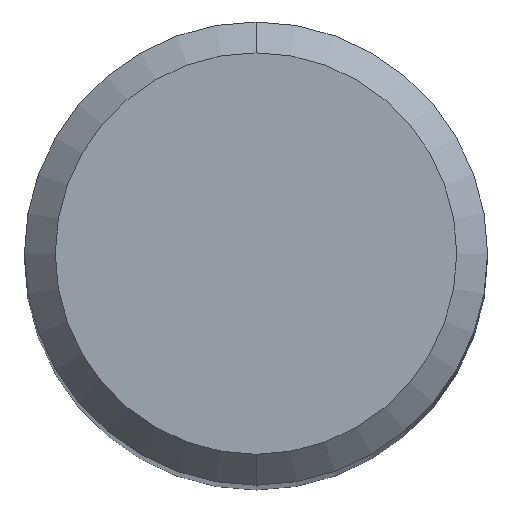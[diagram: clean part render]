
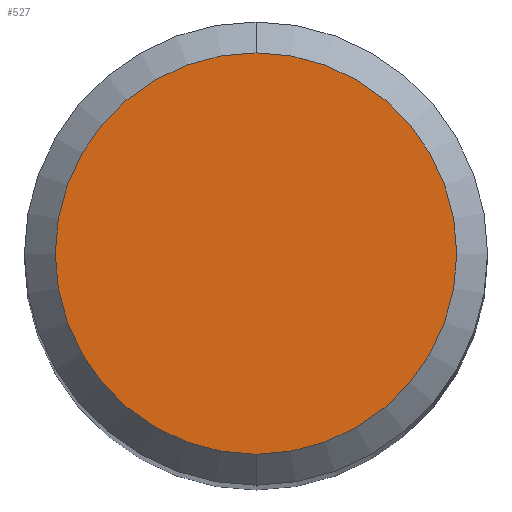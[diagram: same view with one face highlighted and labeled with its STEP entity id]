
A CAD part, top view. The second image highlights one B-rep face of the part: STEP entity #527.
In plain terms, the highlighted planar face has unit normal (0, 0, 1).
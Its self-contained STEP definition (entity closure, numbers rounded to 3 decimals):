
#527=ADVANCED_FACE('',(#1137),#1138,.T.);
#593=EDGE_CURVE('',#615,#649,#1208,.T.);
#615=VERTEX_POINT('',#1231);
#649=VERTEX_POINT('',#1269);
#869=EDGE_CURVE('',#649,#615,#1517,.T.);
#1137=FACE_OUTER_BOUND('',#3489,.T.);
#1138=PLANE('',#3490);
#1208=CIRCLE('',#3708,2.6);
#1231=CARTESIAN_POINT('',(0.0,2.6,0.0));
#1269=CARTESIAN_POINT('',(0.,-2.6,0.0));
#1517=CIRCLE('',#5718,2.6);
#3489=EDGE_LOOP('',(#6028,#6029));
#3490=AXIS2_PLACEMENT_3D('',#6030,#6031,#6032);
#3708=AXIS2_PLACEMENT_3D('',#6098,#6099,#6100);
#5718=AXIS2_PLACEMENT_3D('',#6469,#6470,#6471);
#6028=ORIENTED_EDGE('',*,*,#593,.F.);
#6029=ORIENTED_EDGE('',*,*,#869,.F.);
#6030=CARTESIAN_POINT('',(0.0,1.3,0.0));
#6031=DIRECTION('',(-0.0,0.0,1.0));
#6032=DIRECTION('',(0.0,-1.0,0.0));
#6098=CARTESIAN_POINT('',(0.0,0.0,0.0));
#6099=DIRECTION('',(0.0,0.0,-1.0));
#6100=DIRECTION('',(0.0,1.0,0.0));
#6469=CARTESIAN_POINT('',(0.0,0.0,0.0));
#6470=DIRECTION('',(0.0,0.0,-1.0));
#6471=DIRECTION('',(0.0,1.0,0.0));
